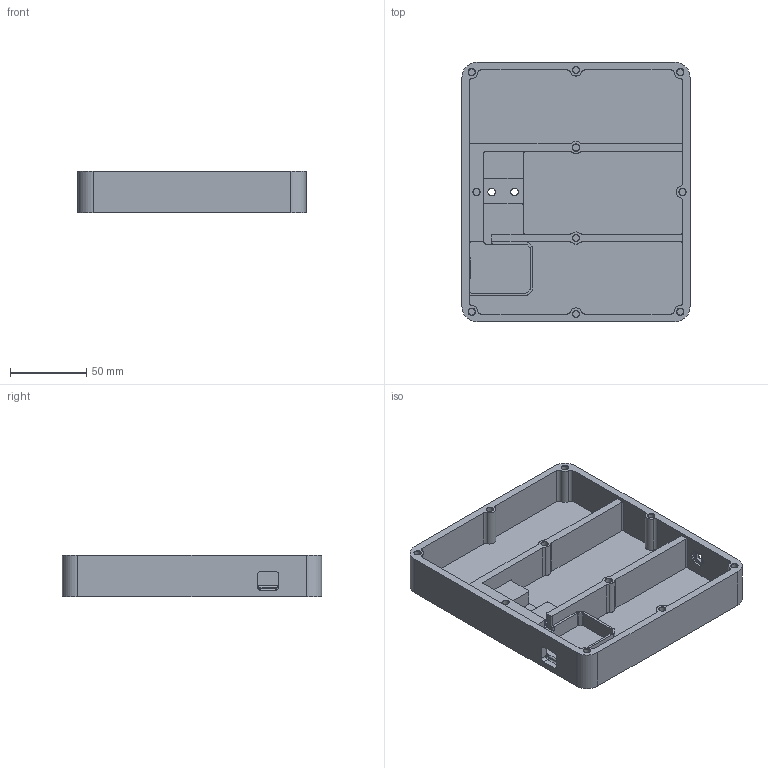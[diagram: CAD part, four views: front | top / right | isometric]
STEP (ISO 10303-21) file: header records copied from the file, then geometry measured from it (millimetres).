
FILE_DESCRIPTION(/* description */ (''),/* implementation_level */ '2;1');
FILE_NAME(/* name */ 'Scale Body - final.step',/* time_stamp */ '2024-10-21T11:48:38+01:00',/* author */ (''),/* organization */ (''),/* preprocessor_version */ 'ST-DEVELOPER v20',/* originating_system */ 'Autodesk Translation Framework v13.20.0.188',/* authorisation */ '');
FILE_SCHEMA (('AUTOMOTIVE_DESIGN { 1 0 10303 214 3 1 1 }'));
Length unit declared in the file: millimetre
Products named in the file (1): Scale
Bounding box: 149.55 x 170 x 27 mm (x, y, z)
Volume: 192849.2 mm3; surface area: 97416.2 mm2
Topology: 1 solids, 1 shells, 188 faces, 502 edges, 328 vertices
Faces by surface type: cylinder 94, plane 76, cone 12, bspline 4, torus 2
Full cylindrical faces by diameter (mm): 4.4 x10, 9.95 x2
Entity records: 6203 total; most frequent: CARTESIAN_POINT 1302, DIRECTION 1060, ORIENTED_EDGE 1004, EDGE_CURVE 502, AXIS2_PLACEMENT_3D 385, VERTEX_POINT 328, LINE 290, VECTOR 290
